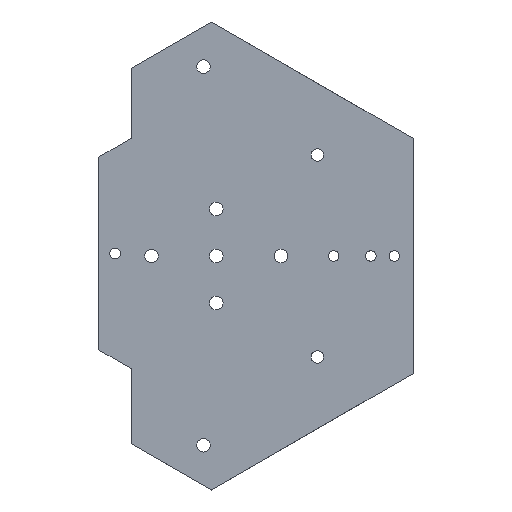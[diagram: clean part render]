
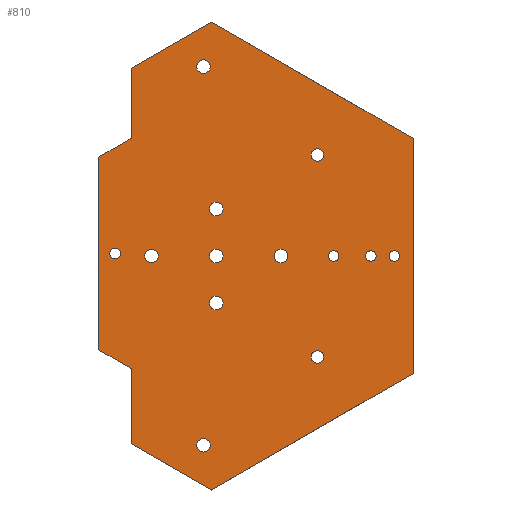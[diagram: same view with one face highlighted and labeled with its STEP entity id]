
A CAD part, top view. The second image highlights one B-rep face of the part: STEP entity #810.
In plain terms, the highlighted planar face has unit normal (0, 0, 1).
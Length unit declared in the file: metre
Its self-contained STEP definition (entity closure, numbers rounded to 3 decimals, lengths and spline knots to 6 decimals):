
#56=CIRCLE('',#884,0.00115);
#57=CIRCLE('',#885,0.001125);
#58=CIRCLE('',#886,0.00145);
#59=CIRCLE('',#887,0.00145);
#60=CIRCLE('',#888,0.001125);
#61=CIRCLE('',#889,0.00145);
#62=CIRCLE('',#890,0.00145);
#63=CIRCLE('',#891,0.00145);
#64=CIRCLE('',#892,0.001449);
#65=CIRCLE('',#893,0.001445);
#66=CIRCLE('',#894,0.001319);
#67=CIRCLE('',#895,0.001319);
#68=CIRCLE('',#896,0.001125);
#69=CIRCLE('',#897,0.001125);
#70=CIRCLE('',#898,0.001319);
#71=CIRCLE('',#899,0.001319);
#118=ORIENTED_EDGE('',*,*,#336,.F.);
#119=ORIENTED_EDGE('',*,*,#337,.F.);
#120=ORIENTED_EDGE('',*,*,#292,.F.);
#121=ORIENTED_EDGE('',*,*,#338,.F.);
#122=ORIENTED_EDGE('',*,*,#339,.F.);
#123=ORIENTED_EDGE('',*,*,#340,.F.);
#124=ORIENTED_EDGE('',*,*,#297,.T.);
#125=ORIENTED_EDGE('',*,*,#341,.T.);
#126=ORIENTED_EDGE('',*,*,#342,.F.);
#127=ORIENTED_EDGE('',*,*,#343,.F.);
#128=ORIENTED_EDGE('',*,*,#344,.T.);
#129=ORIENTED_EDGE('',*,*,#345,.F.);
#130=ORIENTED_EDGE('',*,*,#346,.F.);
#131=ORIENTED_EDGE('',*,*,#347,.F.);
#132=ORIENTED_EDGE('',*,*,#348,.F.);
#133=ORIENTED_EDGE('',*,*,#349,.F.);
#134=ORIENTED_EDGE('',*,*,#350,.F.);
#135=ORIENTED_EDGE('',*,*,#351,.F.);
#136=ORIENTED_EDGE('',*,*,#352,.F.);
#137=ORIENTED_EDGE('',*,*,#353,.F.);
#138=ORIENTED_EDGE('',*,*,#354,.T.);
#139=ORIENTED_EDGE('',*,*,#355,.T.);
#140=ORIENTED_EDGE('',*,*,#356,.T.);
#141=ORIENTED_EDGE('',*,*,#357,.T.);
#142=ORIENTED_EDGE('',*,*,#358,.T.);
#143=ORIENTED_EDGE('',*,*,#359,.T.);
#292=EDGE_CURVE('',#402,#403,#480,.T.);
#297=EDGE_CURVE('',#408,#406,#485,.T.);
#336=EDGE_CURVE('',#442,#442,#56,.T.);
#337=EDGE_CURVE('',#403,#443,#504,.T.);
#338=EDGE_CURVE('',#444,#402,#505,.T.);
#339=EDGE_CURVE('',#445,#444,#506,.T.);
#340=EDGE_CURVE('',#408,#445,#507,.T.);
#341=EDGE_CURVE('',#406,#446,#508,.T.);
#342=EDGE_CURVE('',#447,#446,#509,.T.);
#343=EDGE_CURVE('',#448,#447,#510,.T.);
#344=EDGE_CURVE('',#448,#443,#511,.T.);
#345=EDGE_CURVE('',#449,#449,#57,.T.);
#346=EDGE_CURVE('',#450,#450,#58,.T.);
#347=EDGE_CURVE('',#451,#451,#59,.T.);
#348=EDGE_CURVE('',#452,#452,#60,.T.);
#349=EDGE_CURVE('',#453,#453,#61,.T.);
#350=EDGE_CURVE('',#454,#454,#62,.T.);
#351=EDGE_CURVE('',#455,#455,#63,.T.);
#352=EDGE_CURVE('',#456,#456,#64,.T.);
#353=EDGE_CURVE('',#457,#457,#65,.T.);
#354=EDGE_CURVE('',#458,#459,#66,.T.);
#355=EDGE_CURVE('',#459,#458,#67,.T.);
#356=EDGE_CURVE('',#460,#461,#68,.T.);
#357=EDGE_CURVE('',#461,#460,#69,.T.);
#358=EDGE_CURVE('',#462,#463,#70,.T.);
#359=EDGE_CURVE('',#463,#462,#71,.T.);
#402=VERTEX_POINT('',#1152);
#403=VERTEX_POINT('',#1153);
#406=VERTEX_POINT('',#1161);
#408=VERTEX_POINT('',#1164);
#442=VERTEX_POINT('',#1250);
#443=VERTEX_POINT('',#1252);
#444=VERTEX_POINT('',#1254);
#445=VERTEX_POINT('',#1256);
#446=VERTEX_POINT('',#1259);
#447=VERTEX_POINT('',#1261);
#448=VERTEX_POINT('',#1263);
#449=VERTEX_POINT('',#1266);
#450=VERTEX_POINT('',#1268);
#451=VERTEX_POINT('',#1270);
#452=VERTEX_POINT('',#1272);
#453=VERTEX_POINT('',#1274);
#454=VERTEX_POINT('',#1276);
#455=VERTEX_POINT('',#1278);
#456=VERTEX_POINT('',#1280);
#457=VERTEX_POINT('',#1282);
#458=VERTEX_POINT('',#1284);
#459=VERTEX_POINT('',#1285);
#460=VERTEX_POINT('',#1288);
#461=VERTEX_POINT('',#1289);
#462=VERTEX_POINT('',#1292);
#463=VERTEX_POINT('',#1293);
#480=LINE('',#1151,#550);
#485=LINE('',#1163,#555);
#504=LINE('',#1251,#574);
#505=LINE('',#1253,#575);
#506=LINE('',#1255,#576);
#507=LINE('',#1257,#577);
#508=LINE('',#1258,#578);
#509=LINE('',#1260,#579);
#510=LINE('',#1262,#580);
#511=LINE('',#1264,#581);
#550=VECTOR('',#937,1.);
#555=VECTOR('',#944,1.);
#574=VECTOR('',#1007,1.);
#575=VECTOR('',#1008,1.);
#576=VECTOR('',#1009,1.);
#577=VECTOR('',#1010,1.);
#578=VECTOR('',#1011,1.);
#579=VECTOR('',#1012,1.);
#580=VECTOR('',#1013,1.);
#581=VECTOR('',#1014,1.);
#639=EDGE_LOOP('',(#118));
#640=EDGE_LOOP('',(#119,#120,#121,#122,#123,#124,#125,#126,#127,#128));
#641=EDGE_LOOP('',(#129));
#642=EDGE_LOOP('',(#130));
#643=EDGE_LOOP('',(#131));
#644=EDGE_LOOP('',(#132));
#645=EDGE_LOOP('',(#133));
#646=EDGE_LOOP('',(#134));
#647=EDGE_LOOP('',(#135));
#648=EDGE_LOOP('',(#136));
#649=EDGE_LOOP('',(#137));
#650=EDGE_LOOP('',(#138,#139));
#651=EDGE_LOOP('',(#140,#141));
#652=EDGE_LOOP('',(#142,#143));
#719=FACE_BOUND('',#639,.T.);
#720=FACE_BOUND('',#640,.T.);
#721=FACE_BOUND('',#641,.T.);
#722=FACE_BOUND('',#642,.T.);
#723=FACE_BOUND('',#643,.T.);
#724=FACE_BOUND('',#644,.T.);
#725=FACE_BOUND('',#645,.T.);
#726=FACE_BOUND('',#646,.T.);
#727=FACE_BOUND('',#647,.T.);
#728=FACE_BOUND('',#648,.T.);
#729=FACE_BOUND('',#649,.T.);
#730=FACE_BOUND('',#650,.T.);
#731=FACE_BOUND('',#651,.T.);
#732=FACE_BOUND('',#652,.T.);
#786=PLANE('',#883);
#810=ADVANCED_FACE('',(#719,#720,#721,#722,#723,#724,#725,#726,#727,#728,
#729,#730,#731,#732),#786,.T.);
#883=AXIS2_PLACEMENT_3D('',#1248,#1003,#1004);
#884=AXIS2_PLACEMENT_3D('',#1249,#1005,#1006);
#885=AXIS2_PLACEMENT_3D('',#1265,#1015,#1016);
#886=AXIS2_PLACEMENT_3D('',#1267,#1017,#1018);
#887=AXIS2_PLACEMENT_3D('',#1269,#1019,#1020);
#888=AXIS2_PLACEMENT_3D('',#1271,#1021,#1022);
#889=AXIS2_PLACEMENT_3D('',#1273,#1023,#1024);
#890=AXIS2_PLACEMENT_3D('',#1275,#1025,#1026);
#891=AXIS2_PLACEMENT_3D('',#1277,#1027,#1028);
#892=AXIS2_PLACEMENT_3D('',#1279,#1029,#1030);
#893=AXIS2_PLACEMENT_3D('',#1281,#1031,#1032);
#894=AXIS2_PLACEMENT_3D('',#1283,#1033,#1034);
#895=AXIS2_PLACEMENT_3D('',#1286,#1035,#1036);
#896=AXIS2_PLACEMENT_3D('',#1287,#1037,#1038);
#897=AXIS2_PLACEMENT_3D('',#1290,#1039,#1040);
#898=AXIS2_PLACEMENT_3D('',#1291,#1041,#1042);
#899=AXIS2_PLACEMENT_3D('',#1294,#1043,#1044);
#937=DIRECTION('',(-0.866,0.5,0.));
#944=DIRECTION('',(-0.866,-0.5,0.));
#1003=DIRECTION('',(0.,0.,1.));
#1004=DIRECTION('',(1.,0.,0.));
#1005=DIRECTION('',(0.,0.,1.));
#1006=DIRECTION('',(1.,0.,0.));
#1007=DIRECTION('',(0.,1.,0.));
#1008=DIRECTION('',(-0.866,-0.5,0.));
#1009=DIRECTION('',(0.,-1.,0.));
#1010=DIRECTION('',(0.866,-0.5,0.));
#1011=DIRECTION('',(0.,-1.,0.));
#1012=DIRECTION('',(0.866,0.5,0.));
#1013=DIRECTION('',(0.,1.,0.));
#1014=DIRECTION('',(0.866,-0.5,0.));
#1015=DIRECTION('',(0.,0.,1.));
#1016=DIRECTION('',(1.,0.,0.));
#1017=DIRECTION('',(0.,0.,1.));
#1018=DIRECTION('',(1.,0.,0.));
#1019=DIRECTION('',(0.,0.,1.));
#1020=DIRECTION('',(1.,0.,0.));
#1021=DIRECTION('',(0.,0.,1.));
#1022=DIRECTION('',(1.,0.,0.));
#1023=DIRECTION('',(0.,0.,1.));
#1024=DIRECTION('',(1.,0.,0.));
#1025=DIRECTION('',(0.,0.,1.));
#1026=DIRECTION('',(1.,0.,0.));
#1027=DIRECTION('',(0.,0.,1.));
#1028=DIRECTION('',(1.,0.,0.));
#1029=DIRECTION('',(0.,0.,1.));
#1030=DIRECTION('',(1.,0.,0.));
#1031=DIRECTION('',(0.,0.,1.));
#1032=DIRECTION('',(1.,0.,0.));
#1033=DIRECTION('',(0.,0.,-1.));
#1034=DIRECTION('',(-1.,0.,0.));
#1035=DIRECTION('',(0.,0.,-1.));
#1036=DIRECTION('',(-1.,0.,0.));
#1037=DIRECTION('',(0.,0.,-1.));
#1038=DIRECTION('',(-1.,0.,0.));
#1039=DIRECTION('',(0.,0.,-1.));
#1040=DIRECTION('',(-1.,0.,0.));
#1041=DIRECTION('',(0.,0.,-1.));
#1042=DIRECTION('',(-1.,0.,0.));
#1043=DIRECTION('',(0.,0.,-1.));
#1044=DIRECTION('',(-1.,0.,0.));
#1151=CARTESIAN_POINT('',(-0.073822,-0.090073,0.002));
#1152=CARTESIAN_POINT('',(-0.052339,-0.102476,0.002));
#1153=CARTESIAN_POINT('',(-0.069376,-0.09264,0.002));
#1161=CARTESIAN_POINT('',(-0.069376,-0.012677,0.002));
#1163=CARTESIAN_POINT('',(-0.073822,-0.015245,0.002));
#1164=CARTESIAN_POINT('',(-0.052339,-0.002841,0.002));
#1248=CARTESIAN_POINT('',(-0.05234,-0.052659,0.002));
#1249=CARTESIAN_POINT('',(-0.07284,-0.052123,0.002));
#1250=CARTESIAN_POINT('',(-0.07169,-0.052123,0.002));
#1251=CARTESIAN_POINT('',(-0.069376,-0.052659,0.002));
#1252=CARTESIAN_POINT('',(-0.069376,-0.076659,0.002));
#1253=CARTESIAN_POINT('',(-0.046089,-0.098868,0.002));
#1254=CARTESIAN_POINT('',(-0.009376,-0.077671,0.002));
#1255=CARTESIAN_POINT('',(-0.009376,-0.052659,0.002));
#1256=CARTESIAN_POINT('',(-0.009376,-0.027646,0.002));
#1257=CARTESIAN_POINT('',(-0.024607,-0.018852,0.002));
#1258=CARTESIAN_POINT('',(-0.069376,-0.052659,0.002));
#1259=CARTESIAN_POINT('',(-0.069376,-0.027588,0.002));
#1260=CARTESIAN_POINT('',(-0.067455,-0.026479,0.002));
#1261=CARTESIAN_POINT('',(-0.076304,-0.031588,0.002));
#1262=CARTESIAN_POINT('',(-0.076304,-0.052659,0.002));
#1263=CARTESIAN_POINT('',(-0.076304,-0.072659,0.002));
#1264=CARTESIAN_POINT('',(-0.066991,-0.078035,0.002));
#1265=CARTESIAN_POINT('',(-0.013376,-0.052659,0.002));
#1266=CARTESIAN_POINT('',(-0.012251,-0.052659,0.002));
#1267=CARTESIAN_POINT('',(-0.051296,-0.052659,0.002));
#1268=CARTESIAN_POINT('',(-0.049846,-0.052659,0.002));
#1269=CARTESIAN_POINT('',(-0.065085,-0.052659,0.002));
#1270=CARTESIAN_POINT('',(-0.063635,-0.052659,0.002));
#1271=CARTESIAN_POINT('',(-0.018376,-0.052659,0.002));
#1272=CARTESIAN_POINT('',(-0.017251,-0.052659,0.002));
#1273=CARTESIAN_POINT('',(-0.051296,-0.042659,0.002));
#1274=CARTESIAN_POINT('',(-0.049846,-0.042659,0.002));
#1275=CARTESIAN_POINT('',(-0.051296,-0.062659,0.002));
#1276=CARTESIAN_POINT('',(-0.049846,-0.062659,0.002));
#1277=CARTESIAN_POINT('',(-0.037506,-0.052659,0.002));
#1278=CARTESIAN_POINT('',(-0.036056,-0.052659,0.002));
#1279=CARTESIAN_POINT('',(-0.054013,-0.012345,0.002));
#1280=CARTESIAN_POINT('',(-0.052564,-0.012345,0.002));
#1281=CARTESIAN_POINT('',(-0.054006,-0.092961,0.002));
#1282=CARTESIAN_POINT('',(-0.052561,-0.092961,0.002));
#1283=CARTESIAN_POINT('',(-0.029796,-0.074159,0.002));
#1284=CARTESIAN_POINT('',(-0.029796,-0.07284,0.002));
#1285=CARTESIAN_POINT('',(-0.029796,-0.075478,0.002));
#1286=CARTESIAN_POINT('',(-0.029796,-0.074159,0.002));
#1287=CARTESIAN_POINT('',(-0.026296,-0.052659,0.002));
#1288=CARTESIAN_POINT('',(-0.026296,-0.053784,0.002));
#1289=CARTESIAN_POINT('',(-0.026296,-0.051534,0.002));
#1290=CARTESIAN_POINT('',(-0.026296,-0.052659,0.002));
#1291=CARTESIAN_POINT('',(-0.029796,-0.031159,0.002));
#1292=CARTESIAN_POINT('',(-0.029796,-0.02984,0.002));
#1293=CARTESIAN_POINT('',(-0.029796,-0.032478,0.002));
#1294=CARTESIAN_POINT('',(-0.029796,-0.031159,0.002));
